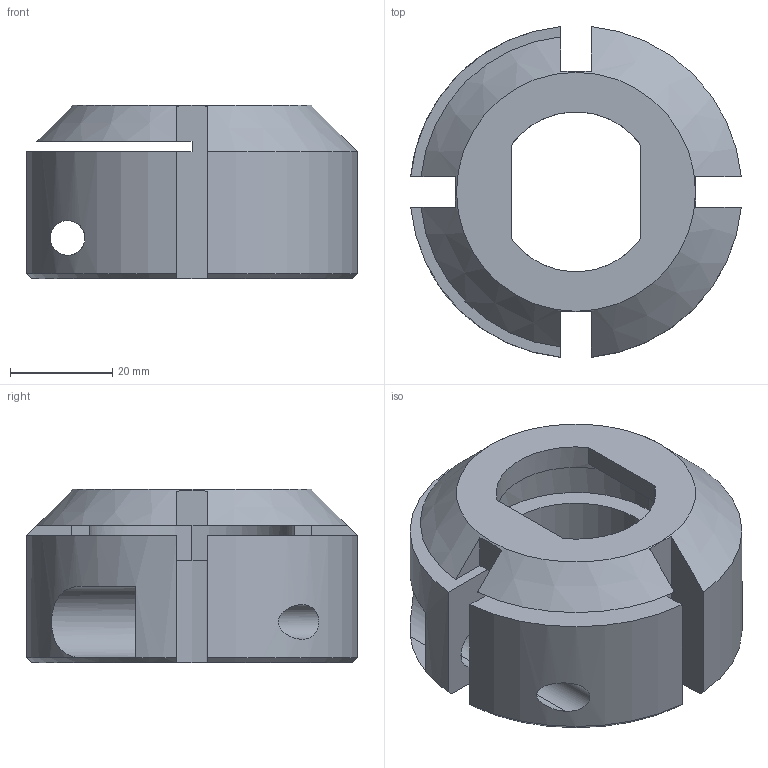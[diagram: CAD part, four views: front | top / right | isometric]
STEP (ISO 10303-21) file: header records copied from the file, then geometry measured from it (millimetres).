
FILE_DESCRIPTION (( 'STEP AP203' ), '1' );
FILE_NAME ('zabierak.STEP', '2014-09-08T09:21:10', ( '' ), ( '' ), 'SwSTEP 2.0', 'SolidWorks 2014', '' );
FILE_SCHEMA (( 'CONFIG_CONTROL_DESIGN' ));
Length unit declared in the file: millimetre
Products named in the file (1): zabierak
Bounding box: 64.72 x 64.72 x 34 mm (x, y, z)
Volume: 57221.7 mm3; surface area: 20981.8 mm2
Topology: 1 solids, 1 shells, 77 faces, 205 edges, 126 vertices
Faces by surface type: plane 32, cone 23, cylinder 22
Entity records: 2541 total; most frequent: CARTESIAN_POINT 589, ORIENTED_EDGE 394, DIRECTION 388, EDGE_CURVE 197, AXIS2_PLACEMENT_3D 143, VERTEX_POINT 126, VECTOR 102, LINE 102
